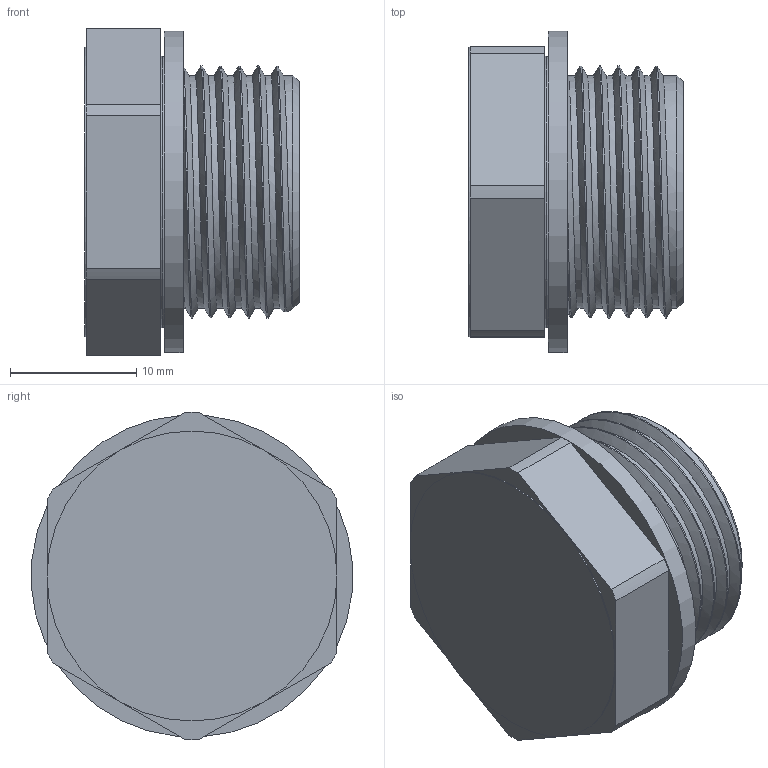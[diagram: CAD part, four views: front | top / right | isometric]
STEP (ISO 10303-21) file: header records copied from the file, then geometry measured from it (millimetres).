
FILE_DESCRIPTION(/* description */ ('Verschlusschraube HISI sechskant Ex M21'),/* implementation_level */ '2;1');
FILE_NAME(/* name */ '83007521X3HISI-RST.stp',/* time_stamp */ '2021-03-29T09:07:48+02:00',/* author */ ('sl'),/* organization */ (''),/* preprocessor_version */ 'ST-DEVELOPER v16.5',/* originating_system */ 'Autodesk Inventor 2017',/* authorisation */ '');
FILE_SCHEMA (('AUTOMOTIVE_DESIGN { 1 0 10303 214 3 1 1 }'));
Length unit declared in the file: millimetre
Products named in the file (3): 83007521X3HISI; 83007521X3HI; 83007521X3HI_1
Assembly tree (2 placements, depth 2):
  83007521X3HISI
    83007521X3HI
    83007521X3HI_1
Bounding box: 17 x 25.48 x 26 mm (x, y, z)
Volume: 4260.6 mm3; surface area: 3667.8 mm2
Topology: 2 solids, 2 shells, 51 faces, 117 edges, 74 vertices
Faces by surface type: cylinder 24, plane 22, bspline 2, torus 2, cone 1
Full cylindrical faces by diameter (mm): 13.5 x1, 18.478 x6, 18.52 x1, 19.3 x1, 19.9 x1, 20.9 x1, 21.5 x1, 23 x1, 25.54 x1
Entity records: 2388 total; most frequent: CARTESIAN_POINT 1364, DIRECTION 204, ORIENTED_EDGE 168, EDGE_CURVE 84, AXIS2_PLACEMENT_3D 84, EDGE_LOOP 63, VERTEX_POINT 59, FACE_OUTER_BOUND 45
